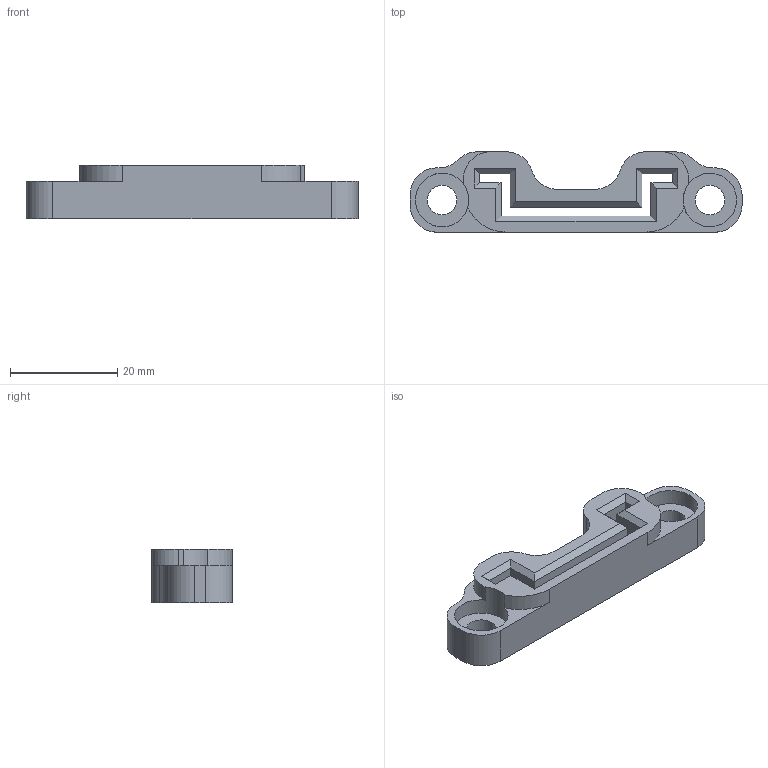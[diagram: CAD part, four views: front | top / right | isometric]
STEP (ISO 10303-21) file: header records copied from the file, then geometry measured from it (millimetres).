
FILE_DESCRIPTION(/* description */ (''),/* implementation_level */ '2;1');
FILE_NAME(/* name */ 'DIN rail mount v9.step',/* time_stamp */ '2021-03-14T22:31:06+01:00',/* author */ (''),/* organization */ (''),/* preprocessor_version */ 'ST-DEVELOPER v18.1',/* originating_system */ 'Autodesk Translation Framework v9.10.0.1330',/* authorisation */ '');
FILE_SCHEMA (('AUTOMOTIVE_DESIGN { 1 0 10303 214 3 1 1 }'));
Length unit declared in the file: millimetre
Products named in the file (1): DIN rail mount
Bounding box: 62 x 15 x 10 mm (x, y, z)
Volume: 5049.3 mm3; surface area: 3848.7 mm2
Topology: 1 solids, 1 shells, 60 faces, 162 edges, 104 vertices
Faces by surface type: plane 40, cylinder 20
Full cylindrical faces by diameter (mm): 5.5 x2, 10 x2
Entity records: 1908 total; most frequent: DIRECTION 328, CARTESIAN_POINT 327, ORIENTED_EDGE 324, EDGE_CURVE 162, LINE 118, VECTOR 118, AXIS2_PLACEMENT_3D 105, VERTEX_POINT 104
